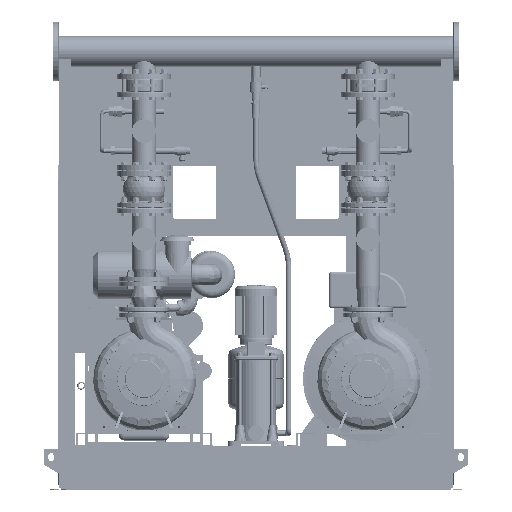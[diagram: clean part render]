
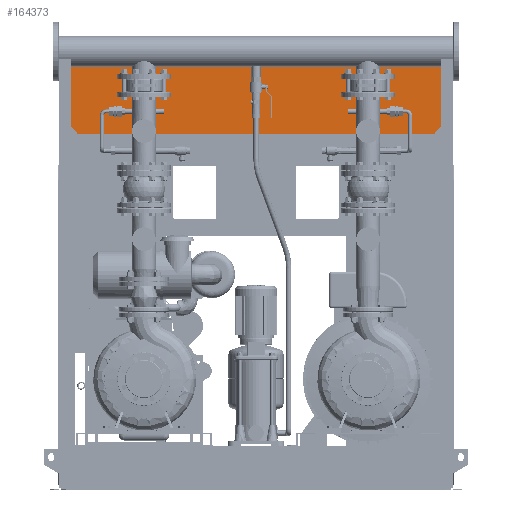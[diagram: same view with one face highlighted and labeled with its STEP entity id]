
A CAD part, left-side view. The second image highlights one B-rep face of the part: STEP entity #164373.
In plain terms, the highlighted planar face has unit normal (-1, 0, 0).
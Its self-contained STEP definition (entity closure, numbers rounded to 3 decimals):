
#163779=CARTESIAN_POINT('',(116.0,687.5,1611.425));
#163780=VERTEX_POINT('',#163779);
#163787=CARTESIAN_POINT('',(116.0,-687.5,1611.425));
#163788=VERTEX_POINT('',#163787);
#163789=CARTESIAN_POINT('',(116.0,-687.5,1611.425));
#163790=DIRECTION('',(0.0,1.0,0.0));
#163791=VECTOR('',#163790,1375.0);
#163792=LINE('',#163789,#163791);
#163793=EDGE_CURVE('',#163788,#163780,#163792,.T.);
#163850=CARTESIAN_POINT('',(116.0,-667.5,1331.425));
#163851=VERTEX_POINT('',#163850);
#163858=CARTESIAN_POINT('',(116.0,667.5,1331.425));
#163859=VERTEX_POINT('',#163858);
#163860=CARTESIAN_POINT('',(116.0,667.5,1331.425));
#163861=DIRECTION('',(0.0,-1.0,0.0));
#163862=VECTOR('',#163861,1335.0);
#163863=LINE('',#163860,#163862);
#163864=EDGE_CURVE('',#163859,#163851,#163863,.T.);
#163921=CARTESIAN_POINT('',(116.0,687.5,1607.425));
#163922=VERTEX_POINT('',#163921);
#163929=CARTESIAN_POINT('',(116.0,687.5,1611.425));
#163930=DIRECTION('',(0.0,0.0,-1.0));
#163931=VECTOR('',#163930,4.0);
#163932=LINE('',#163929,#163931);
#163933=EDGE_CURVE('',#163780,#163922,#163932,.T.);
#163959=CARTESIAN_POINT('',(116.0,730.,1607.425));
#163960=VERTEX_POINT('',#163959);
#163967=CARTESIAN_POINT('',(116.0,687.5,1607.425));
#163968=DIRECTION('',(0.0,1.0,0.0));
#163969=VECTOR('',#163968,42.5);
#163970=LINE('',#163967,#163969);
#163971=EDGE_CURVE('',#163922,#163960,#163970,.T.);
#163990=CARTESIAN_POINT('',(116.0,730.,1356.425));
#163991=VERTEX_POINT('',#163990);
#163998=CARTESIAN_POINT('',(116.0,730.,1607.425));
#163999=DIRECTION('',(0.0,0.0,-1.0));
#164000=VECTOR('',#163999,251.);
#164001=LINE('',#163998,#164000);
#164002=EDGE_CURVE('',#163960,#163991,#164001,.T.);
#164021=CARTESIAN_POINT('',(116.0,687.5,1356.425));
#164022=VERTEX_POINT('',#164021);
#164029=CARTESIAN_POINT('',(116.0,730.,1356.425));
#164030=DIRECTION('',(0.0,-1.0,0.0));
#164031=VECTOR('',#164030,42.5);
#164032=LINE('',#164029,#164031);
#164033=EDGE_CURVE('',#163991,#164022,#164032,.T.);
#164052=CARTESIAN_POINT('',(116.0,667.5,1336.425));
#164053=VERTEX_POINT('',#164052);
#164060=CARTESIAN_POINT('',(116.0,687.5,1356.425));
#164061=DIRECTION('',(0.0,-0.707,-0.707));
#164062=VECTOR('',#164061,28.284);
#164063=LINE('',#164060,#164062);
#164064=EDGE_CURVE('',#164022,#164053,#164063,.T.);
#164091=CARTESIAN_POINT('',(116.0,667.5,1336.425));
#164092=DIRECTION('',(0.0,0.0,-1.0));
#164093=VECTOR('',#164092,5.);
#164094=LINE('',#164091,#164093);
#164095=EDGE_CURVE('',#164053,#163859,#164094,.T.);
#164138=CARTESIAN_POINT('',(116.0,-667.5,1336.425));
#164139=VERTEX_POINT('',#164138);
#164146=CARTESIAN_POINT('',(116.0,-667.5,1331.425));
#164147=DIRECTION('',(0.0,0.0,1.0));
#164148=VECTOR('',#164147,5.0);
#164149=LINE('',#164146,#164148);
#164150=EDGE_CURVE('',#163851,#164139,#164149,.T.);
#164171=CARTESIAN_POINT('',(116.0,-687.5,1356.425));
#164172=VERTEX_POINT('',#164171);
#164179=CARTESIAN_POINT('',(116.0,-667.5,1336.425));
#164180=DIRECTION('',(0.0,-0.707,0.707));
#164181=VECTOR('',#164180,28.284);
#164182=LINE('',#164179,#164181);
#164183=EDGE_CURVE('',#164139,#164172,#164182,.T.);
#164202=CARTESIAN_POINT('',(116.0,-730.,1356.425));
#164203=VERTEX_POINT('',#164202);
#164210=CARTESIAN_POINT('',(116.0,-687.5,1356.425));
#164211=DIRECTION('',(0.0,-1.0,0.0));
#164212=VECTOR('',#164211,42.5);
#164213=LINE('',#164210,#164212);
#164214=EDGE_CURVE('',#164172,#164203,#164213,.T.);
#164233=CARTESIAN_POINT('',(116.0,-730.,1607.425));
#164234=VERTEX_POINT('',#164233);
#164241=CARTESIAN_POINT('',(116.0,-730.,1356.425));
#164242=DIRECTION('',(0.0,0.0,1.0));
#164243=VECTOR('',#164242,251.);
#164244=LINE('',#164241,#164243);
#164245=EDGE_CURVE('',#164203,#164234,#164244,.T.);
#164264=CARTESIAN_POINT('',(116.0,-687.5,1607.425));
#164265=VERTEX_POINT('',#164264);
#164272=CARTESIAN_POINT('',(116.0,-730.,1607.425));
#164273=DIRECTION('',(0.0,1.0,0.0));
#164274=VECTOR('',#164273,42.5);
#164275=LINE('',#164272,#164274);
#164276=EDGE_CURVE('',#164234,#164265,#164275,.T.);
#164303=CARTESIAN_POINT('',(116.0,-687.5,1607.425));
#164304=DIRECTION('',(0.0,0.0,1.0));
#164305=VECTOR('',#164304,4.0);
#164306=LINE('',#164303,#164305);
#164307=EDGE_CURVE('',#164265,#163788,#164306,.T.);
#164352=CARTESIAN_POINT('',(116.0,0.,1473.001));
#164353=DIRECTION('',(1.0,0.0,0.0));
#164354=DIRECTION('',(0.0,0.0,-1.0));
#164355=AXIS2_PLACEMENT_3D('',#164352,#164353,#164354);
#164356=PLANE('',#164355);
#164357=ORIENTED_EDGE('',*,*,#163793,.T.);
#164358=ORIENTED_EDGE('',*,*,#163933,.T.);
#164359=ORIENTED_EDGE('',*,*,#163971,.T.);
#164360=ORIENTED_EDGE('',*,*,#164002,.T.);
#164361=ORIENTED_EDGE('',*,*,#164033,.T.);
#164362=ORIENTED_EDGE('',*,*,#164064,.T.);
#164363=ORIENTED_EDGE('',*,*,#164095,.T.);
#164364=ORIENTED_EDGE('',*,*,#163864,.T.);
#164365=ORIENTED_EDGE('',*,*,#164150,.T.);
#164366=ORIENTED_EDGE('',*,*,#164183,.T.);
#164367=ORIENTED_EDGE('',*,*,#164214,.T.);
#164368=ORIENTED_EDGE('',*,*,#164245,.T.);
#164369=ORIENTED_EDGE('',*,*,#164276,.T.);
#164370=ORIENTED_EDGE('',*,*,#164307,.T.);
#164371=EDGE_LOOP('',(#164357,#164358,#164359,#164360,#164361,#164362,#164363,#164364,#164365,#164366,#164367,#164368,#164369,#164370));
#164372=FACE_OUTER_BOUND('',#164371,.T.);
#164373=ADVANCED_FACE('',(#164372),#164356,.F.);
